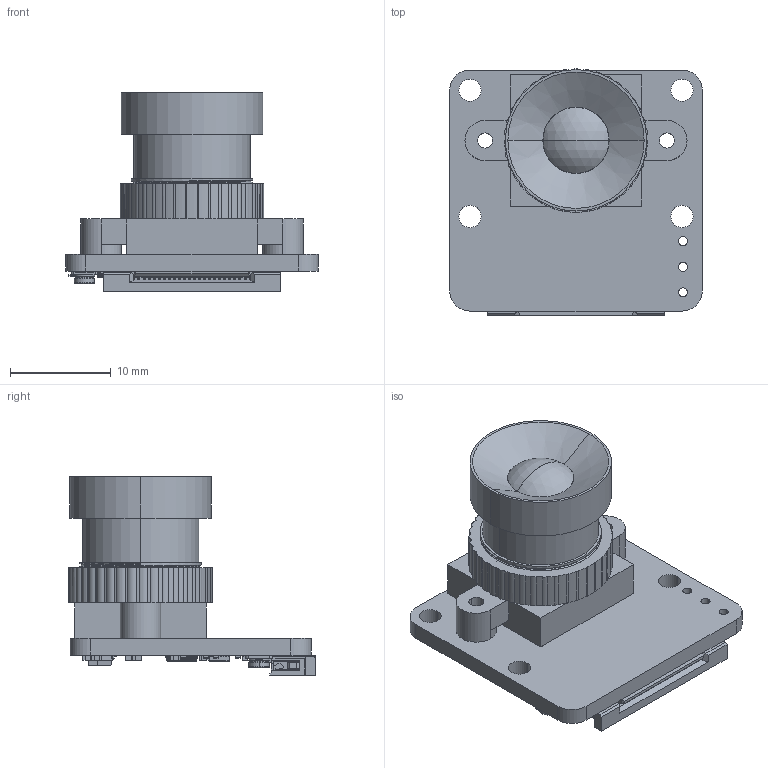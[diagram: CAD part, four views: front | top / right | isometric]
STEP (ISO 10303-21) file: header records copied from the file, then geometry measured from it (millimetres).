
FILE_DESCRIPTION (( 'STEP AP214' ), '1' );
FILE_NAME ('UC-760(×°Åä).STEP', '2021-01-21T08:09:00', ( '' ), ( '' ), 'SwSTEP 2.0', 'SolidWorks 2020', '' );
FILE_SCHEMA (( 'AUTOMOTIVE_DESIGN' ));
Length unit declared in the file: millimetre
Products named in the file (4): UC-760(蚾饜); UC-760; 噩芛; 孔距18mm 总高7mm（3.5+3.5）塑料
Assembly tree (3 placements, depth 2):
  UC-760(蚾饜)
    UC-760
    孔距18mm 总高7mm（3.5+3.5）塑料
    噩芛
Bounding box: 25 x 24.41 x 19.66 mm (x, y, z)
Volume: 2774.9 mm3; surface area: 4424.3 mm2
Topology: 81 solids, 81 shells, 2285 faces, 5999 edges, 3835 vertices
Faces by surface type: plane 1729, cylinder 449, bspline 45, sphere 27, torus 27, cone 8
Entity records: 97657 total; most frequent: CARTESIAN_POINT 17962, ORIENTED_EDGE 11926, DIRECTION 11076, EDGE_CURVE 5963, LINE 4918, VECTOR 4918, VERTEX_POINT 3834, AXIS2_PLACEMENT_3D 3079
